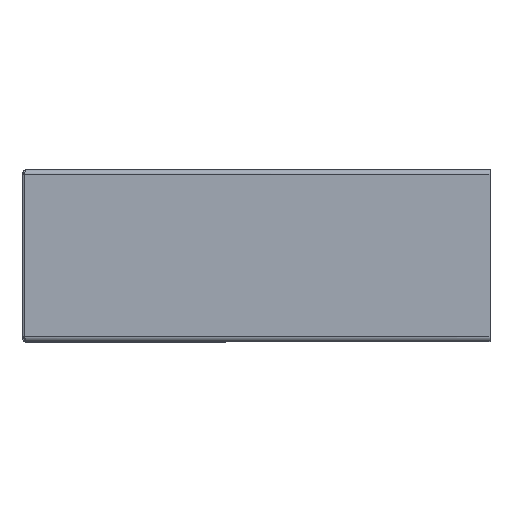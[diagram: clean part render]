
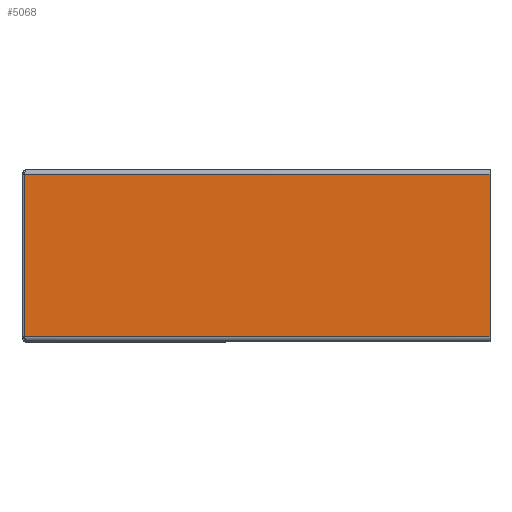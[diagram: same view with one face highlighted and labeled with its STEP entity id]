
A CAD part, top view. The second image highlights one B-rep face of the part: STEP entity #5068.
In plain terms, the highlighted planar face has unit normal (0, 0, 1).
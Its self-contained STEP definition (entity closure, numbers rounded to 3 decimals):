
#297 = DIRECTION ( 'NONE',  ( 0., 1., 0. ) ) ;
#299 = VERTEX_POINT ( 'NONE', #3792 ) ;
#640 = VECTOR ( 'NONE', #297, 1000. ) ;
#784 = EDGE_LOOP ( 'NONE', ( #8072, #6235, #7517, #3918, #9032, #9023 ) ) ;
#799 = CARTESIAN_POINT ( 'NONE',  ( 299.999, -52., 299.999 ) ) ;
#1267 = LINE ( 'NONE', #5703, #8999 ) ;
#1843 = LINE ( 'NONE', #4874, #7496 ) ;
#2039 = DIRECTION ( 'NONE',  ( -1., 0., 0. ) ) ;
#2706 = FACE_OUTER_BOUND ( 'NONE', #784, .T. ) ;
#2750 = VERTEX_POINT ( 'NONE', #6192 ) ;
#2793 = VECTOR ( 'NONE', #4761, 1000. ) ;
#2923 = AXIS2_PLACEMENT_3D ( 'NONE', #5548, #5399, #9282 ) ;
#2994 = CARTESIAN_POINT ( 'NONE',  ( 299.999, 52., 299.999 ) ) ;
#3060 = CARTESIAN_POINT ( 'NONE',  ( 1.6, -52., 299.999 ) ) ;
#3272 = VERTEX_POINT ( 'NONE', #4222 ) ;
#3539 = LINE ( 'NONE', #2994, #7578 ) ;
#3792 = CARTESIAN_POINT ( 'NONE',  ( 1.649, -52., 299.999 ) ) ;
#3918 = ORIENTED_EDGE ( 'NONE', *, *, #5681, .F. ) ;
#4222 = CARTESIAN_POINT ( 'NONE',  ( 299.999, -52., 299.999 ) ) ;
#4569 = EDGE_CURVE ( 'NONE', #7003, #7026, #7355, .T. ) ;
#4652 = DIRECTION ( 'NONE',  ( -1., 0., 0. ) ) ;
#4748 = CARTESIAN_POINT ( 'NONE',  ( 299.999, -52., 299.999 ) ) ;
#4761 = DIRECTION ( 'NONE',  ( -1., 0., 0. ) ) ;
#4874 = CARTESIAN_POINT ( 'NONE',  ( 964.879, -52., 299.999 ) ) ;
#5035 = EDGE_CURVE ( 'NONE', #7026, #5995, #1267, .T. ) ;
#5068 = ADVANCED_FACE ( 'NONE', ( #2706 ), #5525, .T. ) ;
#5126 = EDGE_CURVE ( 'NONE', #299, #5995, #1843, .T. ) ;
#5399 = DIRECTION ( 'NONE',  ( 0., 0., 1. ) ) ;
#5525 = PLANE ( 'NONE',  #2923 ) ;
#5548 = CARTESIAN_POINT ( 'NONE',  ( 299.999, -52., 299.999 ) ) ;
#5681 = EDGE_CURVE ( 'NONE', #3272, #299, #8493, .T. ) ;
#5701 = DIRECTION ( 'NONE',  ( 0., -1., 0. ) ) ;
#5703 = CARTESIAN_POINT ( 'NONE',  ( 1.6, -52., 299.999 ) ) ;
#5856 = EDGE_CURVE ( 'NONE', #3272, #2750, #6110, .T. ) ;
#5995 = VERTEX_POINT ( 'NONE', #3060 ) ;
#5998 = EDGE_CURVE ( 'NONE', #2750, #7003, #3539, .T. ) ;
#6110 = LINE ( 'NONE', #799, #640 ) ;
#6192 = CARTESIAN_POINT ( 'NONE',  ( 299.999, 52., 299.999 ) ) ;
#6235 = ORIENTED_EDGE ( 'NONE', *, *, #5035, .T. ) ;
#7003 = VERTEX_POINT ( 'NONE', #7374 ) ;
#7026 = VERTEX_POINT ( 'NONE', #7311 ) ;
#7311 = CARTESIAN_POINT ( 'NONE',  ( 1.6, 52., 299.999 ) ) ;
#7355 = LINE ( 'NONE', #7972, #9007 ) ;
#7374 = CARTESIAN_POINT ( 'NONE',  ( 1.649, 52., 299.999 ) ) ;
#7496 = VECTOR ( 'NONE', #4652, 1000. ) ;
#7517 = ORIENTED_EDGE ( 'NONE', *, *, #5126, .F. ) ;
#7578 = VECTOR ( 'NONE', #2039, 1000. ) ;
#7960 = DIRECTION ( 'NONE',  ( -1., 0., 0. ) ) ;
#7972 = CARTESIAN_POINT ( 'NONE',  ( -1025.393, 52., 299.999 ) ) ;
#8072 = ORIENTED_EDGE ( 'NONE', *, *, #4569, .T. ) ;
#8493 = LINE ( 'NONE', #4748, #2793 ) ;
#8999 = VECTOR ( 'NONE', #5701, 1000. ) ;
#9007 = VECTOR ( 'NONE', #7960, 1000. ) ;
#9023 = ORIENTED_EDGE ( 'NONE', *, *, #5998, .T. ) ;
#9032 = ORIENTED_EDGE ( 'NONE', *, *, #5856, .T. ) ;
#9282 = DIRECTION ( 'NONE',  ( 1., 0., 0. ) ) ;
